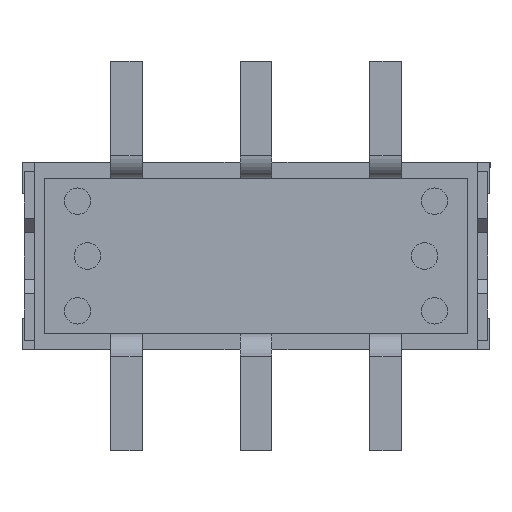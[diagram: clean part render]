
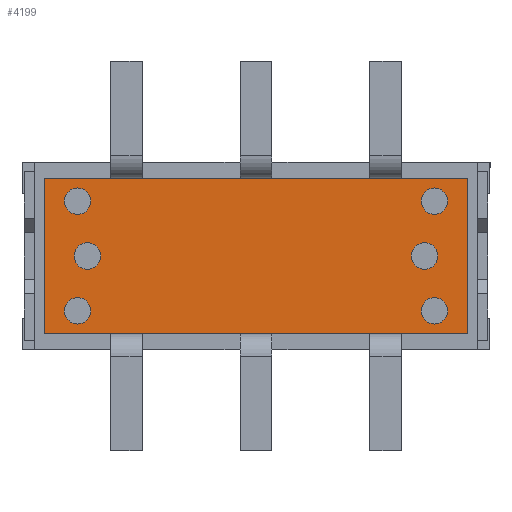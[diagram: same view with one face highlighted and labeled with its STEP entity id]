
A CAD part, front view. The second image highlights one B-rep face of the part: STEP entity #4199.
In plain terms, the highlighted planar face has unit normal (0, -1, 0).
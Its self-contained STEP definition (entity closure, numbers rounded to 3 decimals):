
#14 = LINE ( 'NONE', #3240, #6814 ) ;
#21 = FACE_BOUND ( 'NONE', #4766, .T. ) ;
#184 = FACE_OUTER_BOUND ( 'NONE', #884, .T. ) ;
#188 = VERTEX_POINT ( 'NONE', #1611 ) ;
#242 = CARTESIAN_POINT ( 'NONE',  ( -3.429, 0.305, -1.054 ) ) ;
#355 = VERTEX_POINT ( 'NONE', #883 ) ;
#383 = AXIS2_PLACEMENT_3D ( 'NONE', #3085, #3830, #5428 ) ;
#398 = DIRECTION ( 'NONE',  ( 1., 0., 0. ) ) ;
#410 = AXIS2_PLACEMENT_3D ( 'NONE', #2643, #4333, #1023 ) ;
#523 = AXIS2_PLACEMENT_3D ( 'NONE', #6869, #5751, #1905 ) ;
#620 = AXIS2_PLACEMENT_3D ( 'NONE', #4090, #1329, #6823 ) ;
#656 = VERTEX_POINT ( 'NONE', #5176 ) ;
#660 = EDGE_CURVE ( 'NONE', #5750, #1765, #925, .T. ) ;
#738 = DIRECTION ( 'NONE',  ( -1., 0., 0. ) ) ;
#794 = CARTESIAN_POINT ( 'NONE',  ( -3.239, 0.305, 0. ) ) ;
#810 = AXIS2_PLACEMENT_3D ( 'NONE', #794, #2934, #1277 ) ;
#814 = EDGE_CURVE ( 'NONE', #1537, #5637, #4627, .T. ) ;
#883 = CARTESIAN_POINT ( 'NONE',  ( -3.683, 0.305, -1.054 ) ) ;
#884 = EDGE_LOOP ( 'NONE', ( #1272, #7101, #3663, #4057 ) ) ;
#925 = LINE ( 'NONE', #5739, #1610 ) ;
#950 = ORIENTED_EDGE ( 'NONE', *, *, #2757, .F. ) ;
#978 = CARTESIAN_POINT ( 'NONE',  ( -3.175, 0.305, -1.054 ) ) ;
#1023 = DIRECTION ( 'NONE',  ( 1., 0., 0. ) ) ;
#1040 = AXIS2_PLACEMENT_3D ( 'NONE', #6516, #4902, #4311 ) ;
#1048 = CARTESIAN_POINT ( 'NONE',  ( -3.683, 0.305, 1.054 ) ) ;
#1159 = CIRCLE ( 'NONE', #4193, 0.254 ) ;
#1243 = CARTESIAN_POINT ( 'NONE',  ( 3.175, 0.305, 1.054 ) ) ;
#1272 = ORIENTED_EDGE ( 'NONE', *, *, #4923, .F. ) ;
#1277 = DIRECTION ( 'NONE',  ( 1., 0., 0. ) ) ;
#1329 = DIRECTION ( 'NONE',  ( 0., -1., 0. ) ) ;
#1374 = CIRCLE ( 'NONE', #383, 0.254 ) ;
#1508 = AXIS2_PLACEMENT_3D ( 'NONE', #4805, #7031, #6449 ) ;
#1537 = VERTEX_POINT ( 'NONE', #6560 ) ;
#1555 = VECTOR ( 'NONE', #1739, 1000. ) ;
#1610 = VECTOR ( 'NONE', #4666, 1000. ) ;
#1611 = CARTESIAN_POINT ( 'NONE',  ( 3.683, 0.305, 1.054 ) ) ;
#1679 = LINE ( 'NONE', #2389, #5234 ) ;
#1735 = CARTESIAN_POINT ( 'NONE',  ( -3.429, 0.305, 1.054 ) ) ;
#1739 = DIRECTION ( 'NONE',  ( 1., 0., 0. ) ) ;
#1765 = VERTEX_POINT ( 'NONE', #6337 ) ;
#1802 = EDGE_CURVE ( 'NONE', #2546, #5543, #4984, .T. ) ;
#1905 = DIRECTION ( 'NONE',  ( 1., 0., 0. ) ) ;
#1921 = CIRCLE ( 'NONE', #410, 0.254 ) ;
#2020 = CARTESIAN_POINT ( 'NONE',  ( 3.429, 0.305, -1.054 ) ) ;
#2040 = EDGE_CURVE ( 'NONE', #6153, #3658, #1159, .T. ) ;
#2085 = DIRECTION ( 'NONE',  ( 0., -1., 0. ) ) ;
#2090 = CARTESIAN_POINT ( 'NONE',  ( 3.175, 0.305, -1.054 ) ) ;
#2142 = DIRECTION ( 'NONE',  ( 0., 0., -1. ) ) ;
#2199 = AXIS2_PLACEMENT_3D ( 'NONE', #242, #3070, #4651 ) ;
#2201 = ORIENTED_EDGE ( 'NONE', *, *, #3300, .F. ) ;
#2241 = ORIENTED_EDGE ( 'NONE', *, *, #3634, .F. ) ;
#2249 = CARTESIAN_POINT ( 'NONE',  ( -2.985, 0.305, 0. ) ) ;
#2251 = DIRECTION ( 'NONE',  ( 1., 0., 0. ) ) ;
#2294 = DIRECTION ( 'NONE',  ( 0., 1., 0. ) ) ;
#2389 = CARTESIAN_POINT ( 'NONE',  ( 0., 0.305, -1.499 ) ) ;
#2497 = CIRCLE ( 'NONE', #523, 0.254 ) ;
#2546 = VERTEX_POINT ( 'NONE', #1048 ) ;
#2643 = CARTESIAN_POINT ( 'NONE',  ( -3.429, 0.305, -1.054 ) ) ;
#2714 = VERTEX_POINT ( 'NONE', #6197 ) ;
#2733 = EDGE_CURVE ( 'NONE', #656, #5750, #1679, .T. ) ;
#2757 = EDGE_CURVE ( 'NONE', #355, #5195, #2896, .T. ) ;
#2882 = AXIS2_PLACEMENT_3D ( 'NONE', #2020, #6444, #398 ) ;
#2896 = CIRCLE ( 'NONE', #2199, 0.254 ) ;
#2934 = DIRECTION ( 'NONE',  ( 0., -1., 0. ) ) ;
#3037 = LINE ( 'NONE', #5082, #1555 ) ;
#3070 = DIRECTION ( 'NONE',  ( 0., -1., 0. ) ) ;
#3085 = CARTESIAN_POINT ( 'NONE',  ( 3.238, 0.305, 0. ) ) ;
#3240 = CARTESIAN_POINT ( 'NONE',  ( 4.064, 0.305, 0. ) ) ;
#3300 = EDGE_CURVE ( 'NONE', #4418, #5363, #4512, .T. ) ;
#3311 = FACE_BOUND ( 'NONE', #5889, .T. ) ;
#3315 = CIRCLE ( 'NONE', #810, 0.254 ) ;
#3495 = CARTESIAN_POINT ( 'NONE',  ( -3.493, 0.305, 0. ) ) ;
#3562 = FACE_BOUND ( 'NONE', #4001, .T. ) ;
#3569 = EDGE_CURVE ( 'NONE', #5543, #2546, #5490, .T. ) ;
#3634 = EDGE_CURVE ( 'NONE', #5363, #4418, #3315, .T. ) ;
#3658 = VERTEX_POINT ( 'NONE', #6282 ) ;
#3663 = ORIENTED_EDGE ( 'NONE', *, *, #2733, .F. ) ;
#3817 = AXIS2_PLACEMENT_3D ( 'NONE', #4785, #2085, #6500 ) ;
#3830 = DIRECTION ( 'NONE',  ( 0., -1., 0. ) ) ;
#3851 = ORIENTED_EDGE ( 'NONE', *, *, #5485, .F. ) ;
#3855 = EDGE_CURVE ( 'NONE', #5195, #355, #1921, .T. ) ;
#3897 = ORIENTED_EDGE ( 'NONE', *, *, #5123, .F. ) ;
#4001 = EDGE_LOOP ( 'NONE', ( #4425, #3851 ) ) ;
#4057 = ORIENTED_EDGE ( 'NONE', *, *, #4656, .F. ) ;
#4090 = CARTESIAN_POINT ( 'NONE',  ( -3.429, 0.305, 1.054 ) ) ;
#4099 = ORIENTED_EDGE ( 'NONE', *, *, #3855, .F. ) ;
#4148 = DIRECTION ( 'NONE',  ( 0., -1., 0. ) ) ;
#4193 = AXIS2_PLACEMENT_3D ( 'NONE', #6398, #4148, #5308 ) ;
#4199 = ADVANCED_FACE ( 'NONE', ( #184, #3562, #5636, #6822, #6505, #21, #3311 ), #5589, .F. ) ;
#4203 = AXIS2_PLACEMENT_3D ( 'NONE', #1735, #4509, #6750 ) ;
#4311 = DIRECTION ( 'NONE',  ( 1., 0., 0. ) ) ;
#4325 = VERTEX_POINT ( 'NONE', #1243 ) ;
#4333 = DIRECTION ( 'NONE',  ( 0., -1., 0. ) ) ;
#4418 = VERTEX_POINT ( 'NONE', #3495 ) ;
#4425 = ORIENTED_EDGE ( 'NONE', *, *, #6023, .F. ) ;
#4504 = EDGE_LOOP ( 'NONE', ( #3897, #4989 ) ) ;
#4509 = DIRECTION ( 'NONE',  ( 0., -1., 0. ) ) ;
#4512 = CIRCLE ( 'NONE', #1508, 0.254 ) ;
#4627 = CIRCLE ( 'NONE', #1040, 0.254 ) ;
#4651 = DIRECTION ( 'NONE',  ( 1., 0., 0. ) ) ;
#4656 = EDGE_CURVE ( 'NONE', #2714, #656, #14, .T. ) ;
#4666 = DIRECTION ( 'NONE',  ( 0., 0., 1. ) ) ;
#4766 = EDGE_LOOP ( 'NONE', ( #6380, #5968 ) ) ;
#4785 = CARTESIAN_POINT ( 'NONE',  ( 3.429, 0.305, 1.054 ) ) ;
#4805 = CARTESIAN_POINT ( 'NONE',  ( -3.239, 0.305, 0. ) ) ;
#4902 = DIRECTION ( 'NONE',  ( 0., -1., 0. ) ) ;
#4923 = EDGE_CURVE ( 'NONE', #1765, #2714, #3037, .T. ) ;
#4984 = CIRCLE ( 'NONE', #620, 0.254 ) ;
#4989 = ORIENTED_EDGE ( 'NONE', *, *, #814, .F. ) ;
#5075 = CARTESIAN_POINT ( 'NONE',  ( 0., 0.305, 0. ) ) ;
#5082 = CARTESIAN_POINT ( 'NONE',  ( 0., 0.305, 1.499 ) ) ;
#5123 = EDGE_CURVE ( 'NONE', #5637, #1537, #6305, .T. ) ;
#5168 = EDGE_CURVE ( 'NONE', #3658, #6153, #1374, .T. ) ;
#5176 = CARTESIAN_POINT ( 'NONE',  ( 4.064, 0.305, -1.499 ) ) ;
#5195 = VERTEX_POINT ( 'NONE', #978 ) ;
#5234 = VECTOR ( 'NONE', #738, 1000. ) ;
#5308 = DIRECTION ( 'NONE',  ( 1., 0., 0. ) ) ;
#5363 = VERTEX_POINT ( 'NONE', #2249 ) ;
#5398 = EDGE_LOOP ( 'NONE', ( #5917, #5475 ) ) ;
#5428 = DIRECTION ( 'NONE',  ( 1., 0., 0. ) ) ;
#5475 = ORIENTED_EDGE ( 'NONE', *, *, #1802, .F. ) ;
#5485 = EDGE_CURVE ( 'NONE', #4325, #188, #2497, .T. ) ;
#5490 = CIRCLE ( 'NONE', #4203, 0.254 ) ;
#5543 = VERTEX_POINT ( 'NONE', #6460 ) ;
#5574 = CARTESIAN_POINT ( 'NONE',  ( 2.984, 0.305, 0. ) ) ;
#5589 = PLANE ( 'NONE',  #7123 ) ;
#5636 = FACE_BOUND ( 'NONE', #4504, .T. ) ;
#5637 = VERTEX_POINT ( 'NONE', #2090 ) ;
#5739 = CARTESIAN_POINT ( 'NONE',  ( -4.064, 0.305, 0. ) ) ;
#5750 = VERTEX_POINT ( 'NONE', #7065 ) ;
#5751 = DIRECTION ( 'NONE',  ( 0., -1., 0. ) ) ;
#5889 = EDGE_LOOP ( 'NONE', ( #2241, #2201 ) ) ;
#5917 = ORIENTED_EDGE ( 'NONE', *, *, #3569, .F. ) ;
#5968 = ORIENTED_EDGE ( 'NONE', *, *, #5168, .F. ) ;
#6023 = EDGE_CURVE ( 'NONE', #188, #4325, #6379, .T. ) ;
#6153 = VERTEX_POINT ( 'NONE', #5574 ) ;
#6197 = CARTESIAN_POINT ( 'NONE',  ( 4.064, 0.305, 1.499 ) ) ;
#6282 = CARTESIAN_POINT ( 'NONE',  ( 3.492, 0.305, 0. ) ) ;
#6305 = CIRCLE ( 'NONE', #2882, 0.254 ) ;
#6337 = CARTESIAN_POINT ( 'NONE',  ( -4.064, 0.305, 1.499 ) ) ;
#6379 = CIRCLE ( 'NONE', #3817, 0.254 ) ;
#6380 = ORIENTED_EDGE ( 'NONE', *, *, #2040, .F. ) ;
#6398 = CARTESIAN_POINT ( 'NONE',  ( 3.238, 0.305, 0. ) ) ;
#6444 = DIRECTION ( 'NONE',  ( 0., -1., 0. ) ) ;
#6449 = DIRECTION ( 'NONE',  ( 1., 0., 0. ) ) ;
#6460 = CARTESIAN_POINT ( 'NONE',  ( -3.175, 0.305, 1.054 ) ) ;
#6500 = DIRECTION ( 'NONE',  ( 1., 0., 0. ) ) ;
#6505 = FACE_BOUND ( 'NONE', #6995, .T. ) ;
#6516 = CARTESIAN_POINT ( 'NONE',  ( 3.429, 0.305, -1.054 ) ) ;
#6560 = CARTESIAN_POINT ( 'NONE',  ( 3.683, 0.305, -1.054 ) ) ;
#6750 = DIRECTION ( 'NONE',  ( 1., 0., 0. ) ) ;
#6814 = VECTOR ( 'NONE', #2142, 1000. ) ;
#6822 = FACE_BOUND ( 'NONE', #5398, .T. ) ;
#6823 = DIRECTION ( 'NONE',  ( 1., 0., 0. ) ) ;
#6869 = CARTESIAN_POINT ( 'NONE',  ( 3.429, 0.305, 1.054 ) ) ;
#6995 = EDGE_LOOP ( 'NONE', ( #4099, #950 ) ) ;
#7031 = DIRECTION ( 'NONE',  ( 0., -1., 0. ) ) ;
#7065 = CARTESIAN_POINT ( 'NONE',  ( -4.064, 0.305, -1.499 ) ) ;
#7101 = ORIENTED_EDGE ( 'NONE', *, *, #660, .F. ) ;
#7123 = AXIS2_PLACEMENT_3D ( 'NONE', #5075, #2294, #2251 ) ;
